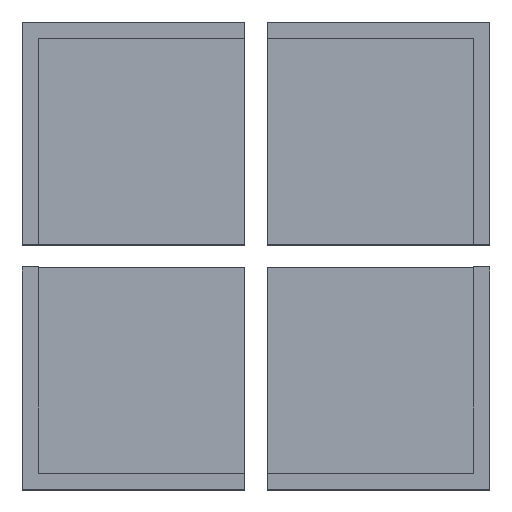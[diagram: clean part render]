
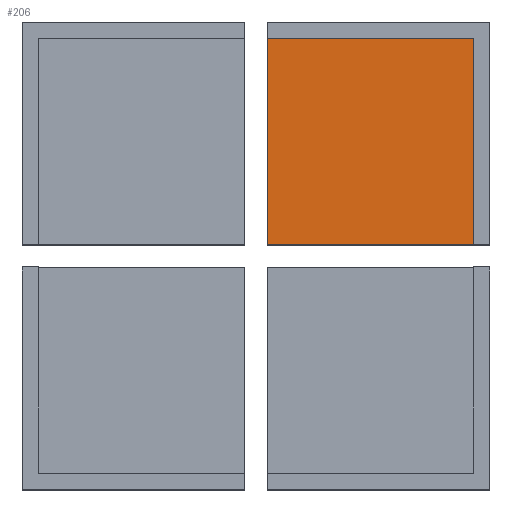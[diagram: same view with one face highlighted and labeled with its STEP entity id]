
A CAD part, top view. The second image highlights one B-rep face of the part: STEP entity #206.
In plain terms, the highlighted planar face has unit normal (0, 0, 1).
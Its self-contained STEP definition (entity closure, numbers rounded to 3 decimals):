
#111=CARTESIAN_POINT('',(44.,44.,3.));
#112=VERTEX_POINT('',#111);
#119=CARTESIAN_POINT('',(44.,81.,3.));
#120=VERTEX_POINT('',#119);
#121=CARTESIAN_POINT('',(44.,81.,3.));
#122=DIRECTION('',(0.,-1.,0.));
#123=VECTOR('',#122,37.);
#124=LINE('',#121,#123);
#125=EDGE_CURVE('',#120,#112,#124,.T.);
#165=CARTESIAN_POINT('',(81.,44.,3.));
#166=VERTEX_POINT('',#165);
#173=CARTESIAN_POINT('',(44.,44.,3.));
#174=DIRECTION('',(1.,0.,-0.));
#175=VECTOR('',#174,37.);
#176=LINE('',#173,#175);
#177=EDGE_CURVE('',#112,#166,#176,.T.);
#183=CARTESIAN_POINT('',(84.,84.,3.));
#184=DIRECTION('',(0.,0.,1.));
#185=DIRECTION('',(-1.,0.,0.));
#186=AXIS2_PLACEMENT_3D('',#183,#184,#185);
#187=PLANE('',#186);
#188=CARTESIAN_POINT('',(81.,81.,3.));
#189=VERTEX_POINT('',#188);
#190=CARTESIAN_POINT('',(81.,81.,3.));
#191=DIRECTION('',(0.,-1.,0.));
#192=VECTOR('',#191,37.);
#193=LINE('',#190,#192);
#194=EDGE_CURVE('',#189,#166,#193,.T.);
#195=ORIENTED_EDGE('',*,*,#194,.F.);
#196=CARTESIAN_POINT('',(44.,81.,3.));
#197=DIRECTION('',(1.,0.,-0.));
#198=VECTOR('',#197,37.);
#199=LINE('',#196,#198);
#200=EDGE_CURVE('',#120,#189,#199,.T.);
#201=ORIENTED_EDGE('',*,*,#200,.F.);
#202=ORIENTED_EDGE('',*,*,#125,.T.);
#203=ORIENTED_EDGE('',*,*,#177,.T.);
#204=EDGE_LOOP('',(#195,#201,#202,#203));
#205=FACE_BOUND('',#204,.T.);
#206=ADVANCED_FACE('',(#205),#187,.T.);
